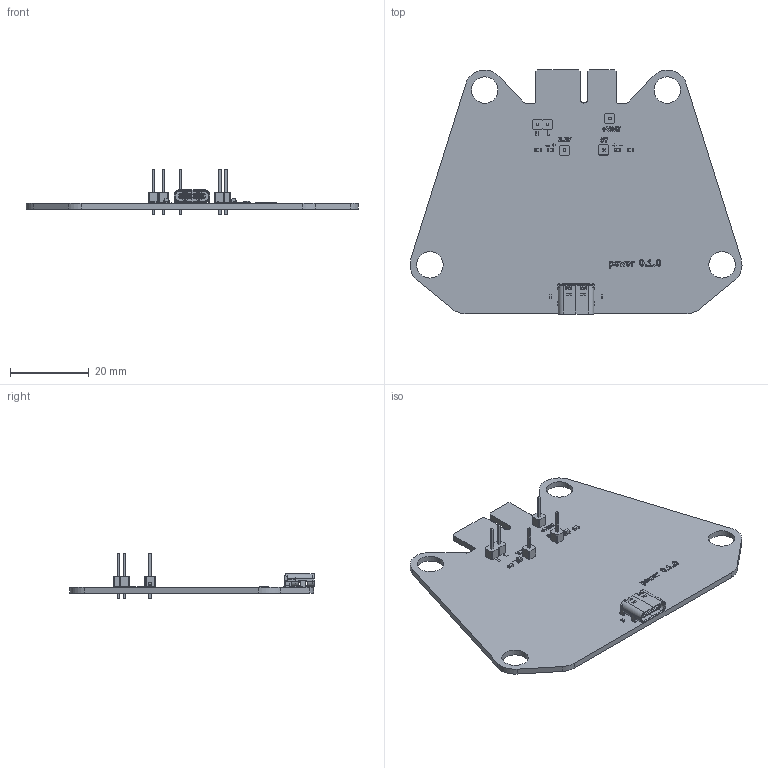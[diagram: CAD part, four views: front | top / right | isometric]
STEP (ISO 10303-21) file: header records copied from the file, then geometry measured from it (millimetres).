
FILE_DESCRIPTION(('KiCad electronic assembly'),'2;1');
FILE_NAME('reference_pcb.step','2025-03-07T20:09:25',('Pcbnew'),('Kicad' ),'Open CASCADE STEP processor 7.8','KiCad to STEP converter', 'Unknown');
FILE_SCHEMA(('AUTOMOTIVE_DESIGN { 1 0 10303 214 1 1 1 1 }'));
Length unit declared in the file: millimetre
Products named in the file (9): reference_pcb 1; PinHeader_1x01_P2.54mm_Vertical; USB_C_Receptacle_GCT_USB4105-xx-A_16P_TopMnt_Horizontal; LED_0603_1608Metric; R_0402_1005Metric; R_0603_1608Metric; PinHeader_1x02_P2.54mm_Vertical; power_silkscreen; power_PCB
Assembly tree (13 placements, depth 2):
  reference_pcb 1
    PinHeader_1x01_P2.54mm_Vertical  x3
    USB_C_Receptacle_GCT_USB4105-xx-A_16P_TopMnt_Horizontal
    LED_0603_1608Metric  x2
    R_0402_1005Metric  x2
    R_0603_1608Metric  x2
    PinHeader_1x02_P2.54mm_Vertical
    power_silkscreen
    power_PCB
Bounding box: 84.09 x 61.86 x 11.54 mm (x, y, z)
Volume: 6323 mm3; surface area: 9558.8 mm2
Topology: 47 solids, 74 shells, 1072 faces, 3098 edges, 2149 vertices
Faces by surface type: plane 846, cylinder 218, cone 8
Full cylindrical faces by diameter (mm): 0.5 x2, 0.6 x2, 1 x5, 6.7 x4
Entity records: 36952 total; most frequent: CARTESIAN_POINT 5628, DIRECTION 5046, ORIENTED_EDGE 4927, EDGE_CURVE 2701, LINE 2188, VECTOR 2188, VERTEX_POINT 1895, AXIS2_PLACEMENT_3D 1429
